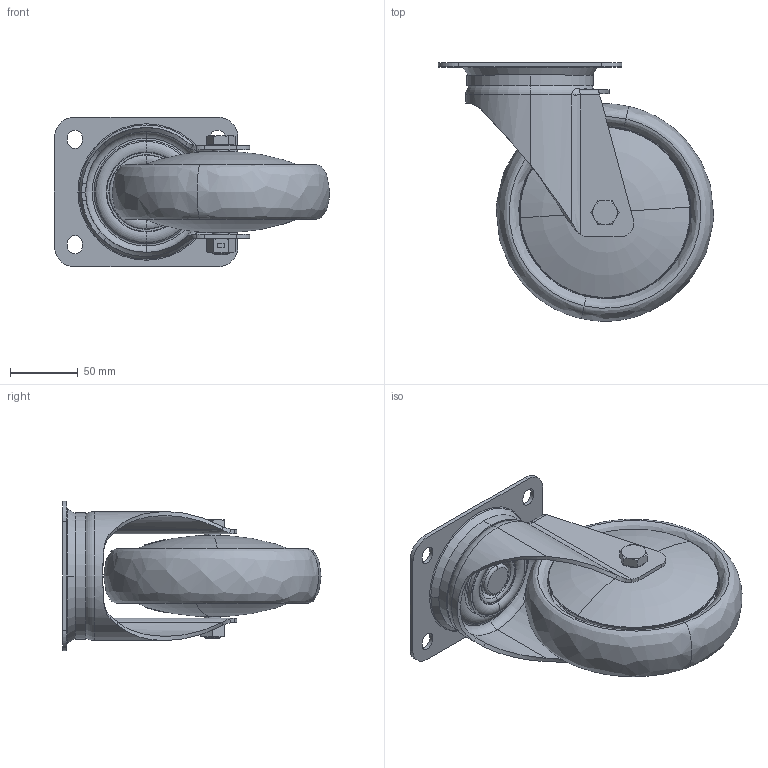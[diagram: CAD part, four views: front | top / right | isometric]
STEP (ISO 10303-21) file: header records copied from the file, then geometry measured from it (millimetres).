
FILE_DESCRIPTION (( 'STEP AP214' ), '1' );
FILE_NAME ('0055706.step', '2023-08-08T07:06:38', ( '' ), ( '' ), 'SwSTEP 2.0', 'SolidWorks 2020', '' );
FILE_SCHEMA (( 'AUTOMOTIVE_DESIGN' ));
Length unit declared in the file: millimetre
Products named in the file (1): 0055706
Bounding box: 202.38 x 189.94 x 110 mm (x, y, z)
Volume: 614509.3 mm3; surface area: 289982.6 mm2
Topology: 30 solids, 30 shells, 559 faces, 1260 edges, 758 vertices
Faces by surface type: plane 137, cylinder 118, torus 94, cone 94, bspline 92, sphere 24
Entity records: 27421 total; most frequent: CARTESIAN_POINT 8832, DIRECTION 2674, ORIENTED_EDGE 2424, EDGE_CURVE 1212, AXIS2_PLACEMENT_3D 1155, VERTEX_POINT 734, CIRCLE 687, EDGE_LOOP 616
